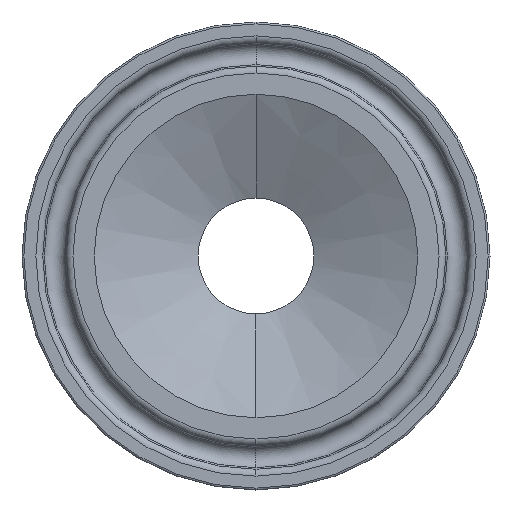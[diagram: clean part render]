
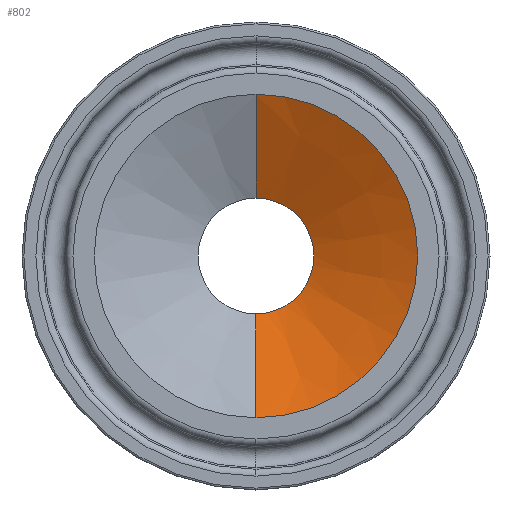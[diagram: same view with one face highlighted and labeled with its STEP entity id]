
A CAD part, left-side view. The second image highlights one B-rep face of the part: STEP entity #802.
In plain terms, the highlighted conical face has half-angle 65 degrees and reference radius 17.45 mm.
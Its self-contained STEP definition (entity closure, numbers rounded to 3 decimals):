
#6 = VERTEX_POINT ( 'NONE', #323 ) ;
#13 = CARTESIAN_POINT ( 'NONE',  ( 0., 0., 0. ) ) ;
#38 = ORIENTED_EDGE ( 'NONE', *, *, #1174, .F. ) ;
#49 = DIRECTION ( 'NONE',  ( 0., 0., 1. ) ) ;
#93 = VECTOR ( 'NONE', #324, 1000. ) ;
#134 = LINE ( 'NONE', #1201, #93 ) ;
#137 = EDGE_CURVE ( 'NONE', #263, #6, #336, .T. ) ;
#263 = VERTEX_POINT ( 'NONE', #596 ) ;
#305 = ORIENTED_EDGE ( 'NONE', *, *, #633, .T. ) ;
#323 = CARTESIAN_POINT ( 'NONE',  ( 0., 0., 17.45 ) ) ;
#324 = DIRECTION ( 'NONE',  ( -0.423, 0., -0.906 ) ) ;
#332 = AXIS2_PLACEMENT_3D ( 'NONE', #13, #379, #1075 ) ;
#336 = LINE ( 'NONE', #743, #573 ) ;
#362 = DIRECTION ( 'NONE',  ( 0., 0., 1. ) ) ;
#379 = DIRECTION ( 'NONE',  ( -1., 0., 0. ) ) ;
#499 = CIRCLE ( 'NONE', #907, 6.245 ) ;
#508 = EDGE_LOOP ( 'NONE', ( #38, #305, #641, #593 ) ) ;
#523 = VERTEX_POINT ( 'NONE', #698 ) ;
#524 = DIRECTION ( 'NONE',  ( -1., 0., 0. ) ) ;
#573 = VECTOR ( 'NONE', #752, 1000. ) ;
#593 = ORIENTED_EDGE ( 'NONE', *, *, #137, .F. ) ;
#596 = CARTESIAN_POINT ( 'NONE',  ( 5.225, 0., 6.245 ) ) ;
#619 = CONICAL_SURFACE ( 'NONE', #1113, 17.45, 1.134 ) ;
#633 = EDGE_CURVE ( 'NONE', #809, #523, #134, .T. ) ;
#640 = CIRCLE ( 'NONE', #332, 17.45 ) ;
#641 = ORIENTED_EDGE ( 'NONE', *, *, #1056, .T. ) ;
#698 = CARTESIAN_POINT ( 'NONE',  ( 0., 0., -17.45 ) ) ;
#743 = CARTESIAN_POINT ( 'NONE',  ( 0., 0., 17.45 ) ) ;
#752 = DIRECTION ( 'NONE',  ( -0.423, 0., 0.906 ) ) ;
#802 = ADVANCED_FACE ( 'NONE', ( #1236 ), #619, .F. ) ;
#809 = VERTEX_POINT ( 'NONE', #1133 ) ;
#907 = AXIS2_PLACEMENT_3D ( 'NONE', #1010, #524, #49 ) ;
#1010 = CARTESIAN_POINT ( 'NONE',  ( 5.225, 0., 0. ) ) ;
#1056 = EDGE_CURVE ( 'NONE', #523, #6, #640, .T. ) ;
#1075 = DIRECTION ( 'NONE',  ( 0., 0., 1. ) ) ;
#1113 = AXIS2_PLACEMENT_3D ( 'NONE', #1244, #1241, #362 ) ;
#1133 = CARTESIAN_POINT ( 'NONE',  ( 5.225, 0., -6.245 ) ) ;
#1174 = EDGE_CURVE ( 'NONE', #809, #263, #499, .T. ) ;
#1201 = CARTESIAN_POINT ( 'NONE',  ( 0., 0., -17.45 ) ) ;
#1236 = FACE_OUTER_BOUND ( 'NONE', #508, .T. ) ;
#1241 = DIRECTION ( 'NONE',  ( -1., 0., 0. ) ) ;
#1244 = CARTESIAN_POINT ( 'NONE',  ( 0., 0., 0. ) ) ;
